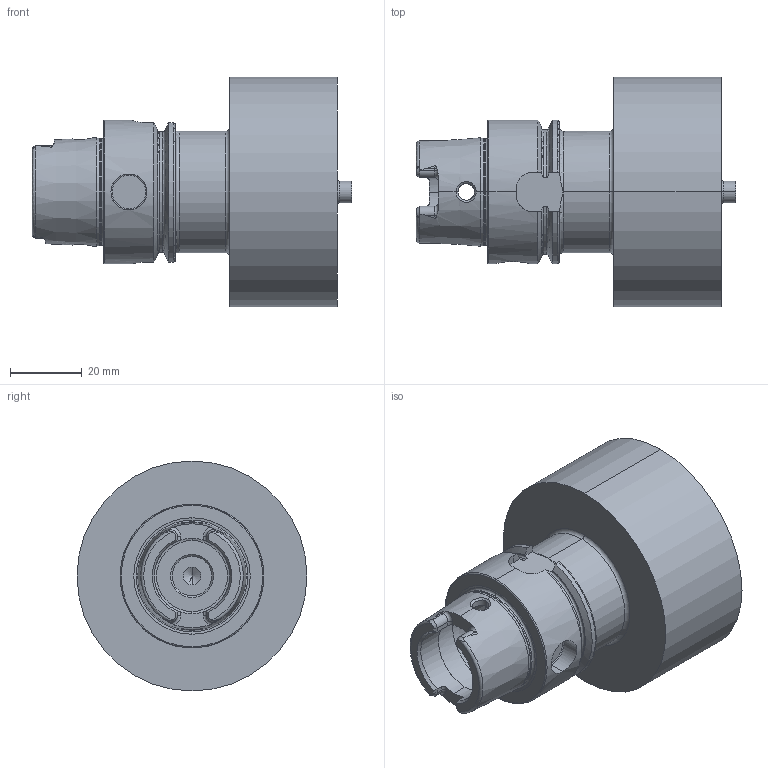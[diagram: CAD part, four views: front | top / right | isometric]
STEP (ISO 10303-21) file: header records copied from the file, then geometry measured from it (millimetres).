
FILE_DESCRIPTION (( 'STEP AP214' ), '1' );
FILE_NAME ('HA4.Ro4.002.065.STEP', '2024-08-13T10:22:21', ( '' ), ( '' ), 'SwSTEP 2.0', 'SolidWorks 2022', '' );
FILE_SCHEMA (( 'AUTOMOTIVE_DESIGN' ));
Length unit declared in the file: millimetre
Products named in the file (1): HA4.Ro4.002.065
Bounding box: 88.9 x 64 x 64 mm (x, y, z)
Volume: 134266.1 mm3; surface area: 21823.2 mm2
Topology: 1 solids, 1 shells, 173 faces, 445 edges, 274 vertices
Faces by surface type: cylinder 53, plane 48, torus 38, cone 30, bspline 4
Entity records: 6373 total; most frequent: CARTESIAN_POINT 2253, ORIENTED_EDGE 882, DIRECTION 831, EDGE_CURVE 441, AXIS2_PLACEMENT_3D 344, VERTEX_POINT 274, EDGE_LOOP 181, CIRCLE 174
